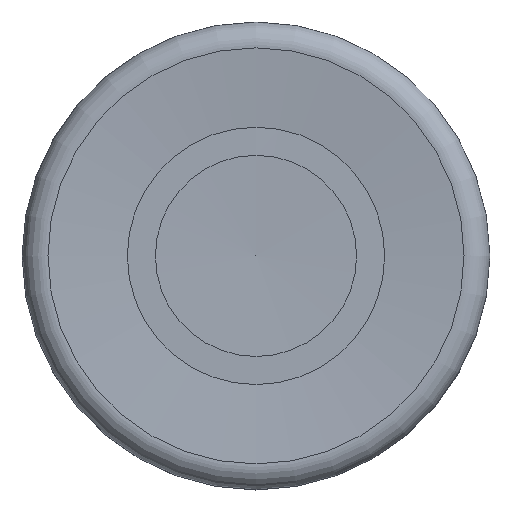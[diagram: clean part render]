
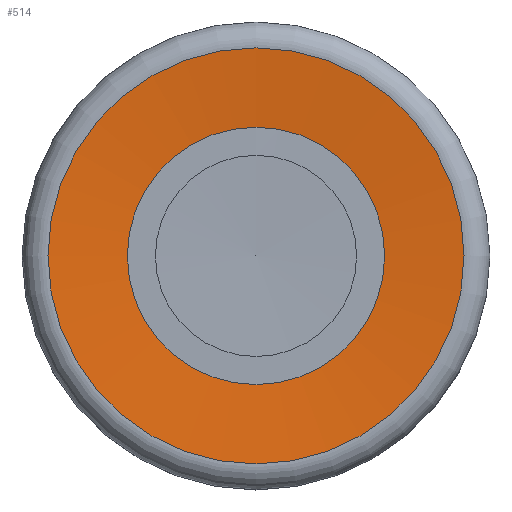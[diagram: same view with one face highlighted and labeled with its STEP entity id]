
A CAD part, top view. The second image highlights one B-rep face of the part: STEP entity #514.
In plain terms, the highlighted spherical face has radius 41.817 mm.
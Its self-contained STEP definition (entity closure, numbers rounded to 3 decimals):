
#483=CARTESIAN_POINT('',(0.0,-2.75,9.401));
#484=VERTEX_POINT('',#483);
#485=CARTESIAN_POINT('',(0.,0.,9.401));
#486=DIRECTION('',(0.0,0.0,-1.0));
#487=DIRECTION('',(0.0,1.0,0.0));
#488=AXIS2_PLACEMENT_3D('',#485,#486,#487);
#489=CIRCLE('',#488,2.75);
#490=EDGE_CURVE('',#484,#484,#489,.T.);
#495=CARTESIAN_POINT('',(0.0,0.,51.127));
#496=DIRECTION('',(0.0,0.0,1.0));
#497=DIRECTION('',(1.0,0.0,0.0));
#498=AXIS2_PLACEMENT_3D('',#495,#496,#497);
#499=SPHERICAL_SURFACE('',#498,41.817);
#500=CARTESIAN_POINT('',(4.447,0.,9.547));
#501=VERTEX_POINT('',#500);
#502=CARTESIAN_POINT('',(0.,0.,9.547));
#503=DIRECTION('',(0.0,0.0,-1.0));
#504=DIRECTION('',(0.0,1.0,0.0));
#505=AXIS2_PLACEMENT_3D('',#502,#503,#504);
#506=CIRCLE('',#505,4.447);
#507=EDGE_CURVE('',#501,#501,#506,.T.);
#508=ORIENTED_EDGE('',*,*,#507,.F.);
#509=EDGE_LOOP('',(#508));
#510=FACE_OUTER_BOUND('',#509,.T.);
#511=ORIENTED_EDGE('',*,*,#490,.T.);
#512=EDGE_LOOP('',(#511));
#513=FACE_BOUND('',#512,.T.);
#514=ADVANCED_FACE('',(#510,#513),#499,.F.);
